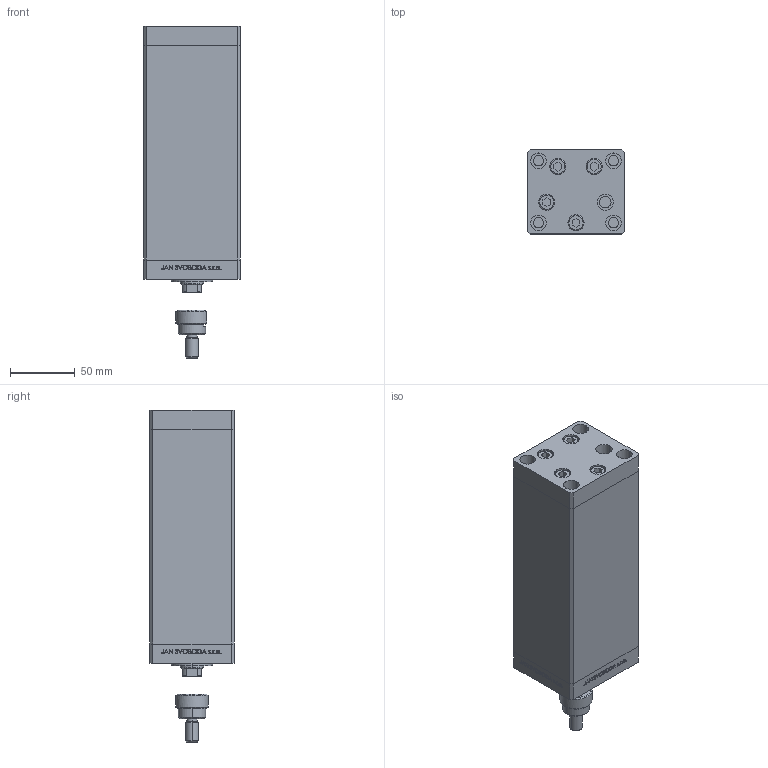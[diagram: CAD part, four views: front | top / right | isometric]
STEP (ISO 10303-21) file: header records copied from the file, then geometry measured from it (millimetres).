
FILE_DESCRIPTION (( 'STEP AP203' ), '1' );
FILE_NAME ('ce21.STEP', '2024-01-08T16:32:33', ( '' ), ( '' ), 'SwSTEP 2.0', 'SolidWorks 2019', '' );
FILE_SCHEMA (( 'CONFIG_CONTROL_DESIGN' ));
Length unit declared in the file: millimetre
Products named in the file (8): FEMALE_PART_FOR_DFA c7922aa999863be5d1f094a50c92dd27; V220C_VC_C c7922aa999863be5d1f094a50c92dd27; ce21; DFA c7922aa999863be5d1f094a50c92dd27; V220C_C MIDDLE c7922aa999863be5d1f094a50c92dd27; ALLEN BOLT c7922aa999863be5d1f094a50c92dd27; V220C FRONT c7922aa999863be5d1f094a50c92dd27; V220C BACK_C c7922aa999863be5d1f094a50c92dd27
Assembly tree (15 placements, depth 3):
  ce21
    ALLEN BOLT c7922aa999863be5d1f094a50c92dd27  x9
    V220C_C MIDDLE c7922aa999863be5d1f094a50c92dd27
    V220C FRONT c7922aa999863be5d1f094a50c92dd27
    V220C_VC_C c7922aa999863be5d1f094a50c92dd27
    V220C BACK_C c7922aa999863be5d1f094a50c92dd27
    DFA c7922aa999863be5d1f094a50c92dd27
      FEMALE_PART_FOR_DFA c7922aa999863be5d1f094a50c92dd27
Bounding box: 75 x 65 x 256.8 mm (x, y, z)
Volume: 803462.3 mm3; surface area: 163273.7 mm2
Topology: 14 solids, 14 shells, 1206 faces, 2975 edges, 1949 vertices
Faces by surface type: plane 556, bspline 380, cylinder 176, cone 54, torus 40
Entity records: 50481 total; most frequent: CARTESIAN_POINT 26809, ORIENTED_EDGE 5210, DIRECTION 3487, EDGE_CURVE 2605, VERTEX_POINT 1725, VECTOR 1505, LINE 1505, EDGE_LOOP 1212
